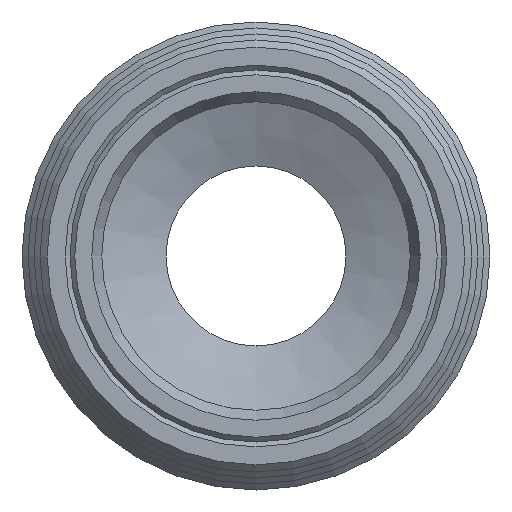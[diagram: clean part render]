
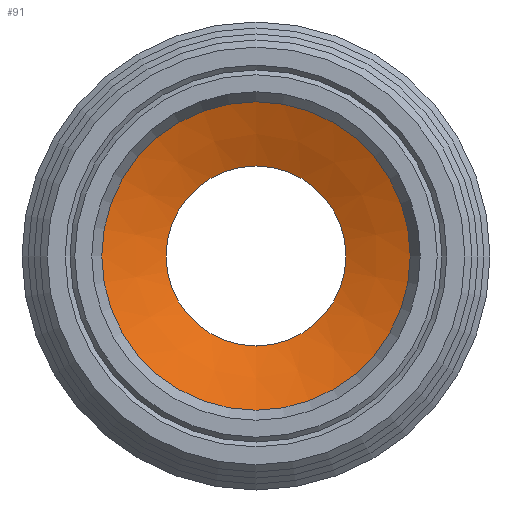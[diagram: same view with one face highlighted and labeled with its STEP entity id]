
A CAD part, front view. The second image highlights one B-rep face of the part: STEP entity #91.
In plain terms, the highlighted conical face has half-angle 68 degrees and reference radius 2475.09 mm.
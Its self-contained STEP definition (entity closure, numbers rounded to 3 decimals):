
#91 = ADVANCED_FACE( 'NONE', ( #174, #175 ), #176, .F. );
#174 = FACE_OUTER_BOUND( '', #324, .T. );
#175 = FACE_BOUND( '', #325, .T. );
#176 = CONICAL_SURFACE( '', #326, 2475.087, 1.187 );
#324 = EDGE_LOOP( '', ( #506 ) );
#325 = EDGE_LOOP( '', ( #507 ) );
#326 = AXIS2_PLACEMENT_3D( '', #508, #509, #510 );
#506 = ORIENTED_EDGE( '', *, *, #692, .F. );
#507 = ORIENTED_EDGE( '', *, *, #702, .F. );
#508 = CARTESIAN_POINT( '', ( 0., -999.104, 0. ) );
#509 = DIRECTION( '', ( 0., -1., 0. ) );
#510 = DIRECTION( '', ( 0., 0., -1. ) );
#692 = EDGE_CURVE( 'NONE', #758, #758, #759, .T. );
#702 = EDGE_CURVE( 'NONE', #778, #778, #779, .T. );
#758 = VERTEX_POINT( '', #858 );
#759 = CIRCLE( '', #859, 6.425 );
#778 = VERTEX_POINT( '', #878 );
#779 = CIRCLE( '', #879, 3.75 );
#858 = CARTESIAN_POINT( '', ( 0., -1.7, 6.425 ) );
#859 = AXIS2_PLACEMENT_3D( '', #974, #975, #976 );
#878 = CARTESIAN_POINT( '', ( 0., -0.619, -3.75 ) );
#879 = AXIS2_PLACEMENT_3D( '', #1004, #1005, #1006 );
#974 = CARTESIAN_POINT( '', ( 0., -1.7, 0. ) );
#975 = DIRECTION( '', ( 0., 1., 0. ) );
#976 = DIRECTION( '', ( 0., 0., 1. ) );
#1004 = CARTESIAN_POINT( '', ( 0., -0.619, 0. ) );
#1005 = DIRECTION( '', ( 0., -1., 0. ) );
#1006 = DIRECTION( '', ( 0., 0., -1. ) );
